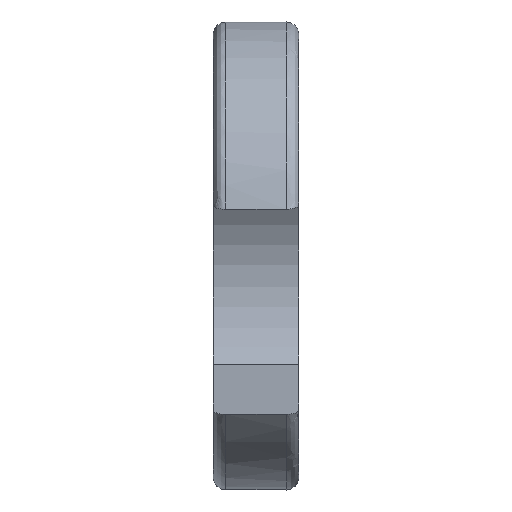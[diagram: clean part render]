
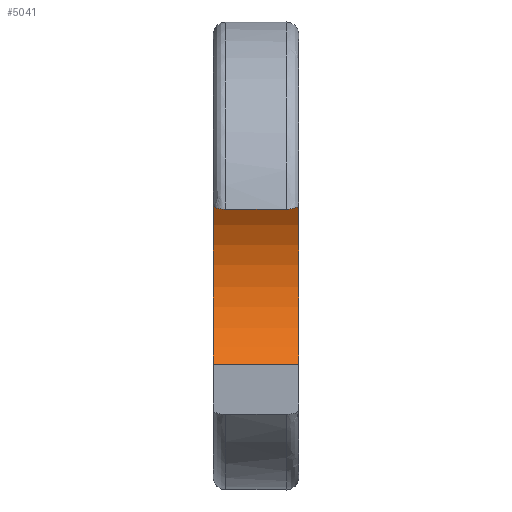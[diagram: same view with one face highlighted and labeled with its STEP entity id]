
A CAD part, left-side view. The second image highlights one B-rep face of the part: STEP entity #5041.
In plain terms, the highlighted cylindrical face has radius 15 mm (diameter 30 mm), a partial arc.
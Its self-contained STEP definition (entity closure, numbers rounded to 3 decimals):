
#153=CYLINDRICAL_SURFACE('',#5342,15.);
#280=CIRCLE('',#5343,15.);
#281=CIRCLE('',#5344,15.);
#910=ORIENTED_EDGE('',*,*,#1912,.T.);
#911=ORIENTED_EDGE('',*,*,#1899,.F.);
#912=ORIENTED_EDGE('',*,*,#1913,.F.);
#913=ORIENTED_EDGE('',*,*,#1911,.T.);
#1899=EDGE_CURVE('',#2413,#2414,#2664,.T.);
#1911=EDGE_CURVE('',#2421,#2423,#2669,.T.);
#1912=EDGE_CURVE('',#2423,#2414,#280,.T.);
#1913=EDGE_CURVE('',#2421,#2413,#281,.T.);
#2413=VERTEX_POINT('',#7438);
#2414=VERTEX_POINT('',#7440);
#2421=VERTEX_POINT('',#7506);
#2423=VERTEX_POINT('',#7519);
#2664=LINE('',#7439,#2838);
#2669=LINE('',#7520,#2843);
#2838=VECTOR('',#6033,1000.);
#2843=VECTOR('',#6040,1000.);
#2937=EDGE_LOOP('',(#910,#911,#912,#913));
#3179=FACE_BOUND('',#2937,.T.);
#5041=ADVANCED_FACE('',(#3179),#153,.F.);
#5342=AXIS2_PLACEMENT_3D('',#7521,#6041,#6042);
#5343=AXIS2_PLACEMENT_3D('',#7522,#6043,#6044);
#5344=AXIS2_PLACEMENT_3D('',#7523,#6045,#6046);
#6033=DIRECTION('',(0.,1.,0.));
#6040=DIRECTION('',(0.,1.,0.));
#6041=DIRECTION('',(0.,1.,0.));
#6042=DIRECTION('',(0.,0.,1.));
#6043=DIRECTION('',(0.,1.,0.));
#6044=DIRECTION('',(-1.,0.,0.));
#6045=DIRECTION('',(0.,1.,0.));
#6046=DIRECTION('',(-1.,0.,0.));
#7438=CARTESIAN_POINT('',(-49.826,-5.,-12.617));
#7439=CARTESIAN_POINT('',(-49.826,-5.,-12.617));
#7440=CARTESIAN_POINT('',(-49.826,5.,-12.617));
#7506=CARTESIAN_POINT('',(-57.135,-5.,11.291));
#7519=CARTESIAN_POINT('',(-57.135,5.,11.291));
#7520=CARTESIAN_POINT('',(-57.135,-5.,11.291));
#7521=CARTESIAN_POINT('',(-61.41,-5.,-3.087));
#7522=CARTESIAN_POINT('',(-61.41,5.,-3.087));
#7523=CARTESIAN_POINT('',(-61.41,-5.,-3.087));
